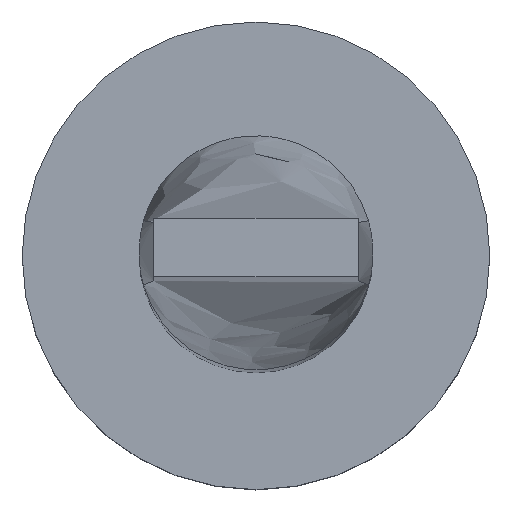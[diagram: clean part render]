
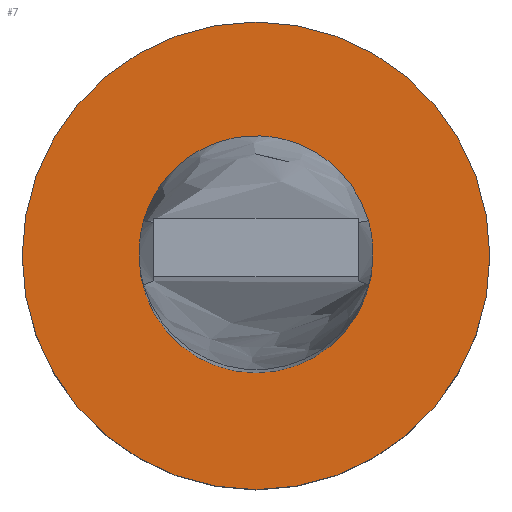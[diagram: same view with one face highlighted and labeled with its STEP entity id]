
A CAD part, top view. The second image highlights one B-rep face of the part: STEP entity #7.
In plain terms, the highlighted planar face has unit normal (0, 0, 1).
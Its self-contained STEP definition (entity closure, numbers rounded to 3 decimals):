
#4 = EDGE_LOOP ( 'NONE', ( #283, #500 ) ) ;
#7 = ADVANCED_FACE ( 'NONE', ( #109, #167 ), #198, .T. ) ;
#10 = AXIS2_PLACEMENT_3D ( 'NONE', #531, #211, #124 ) ;
#36 = CIRCLE ( 'NONE', #10, 2. ) ;
#47 = CARTESIAN_POINT ( 'NONE',  ( 0., 0., 3. ) ) ;
#55 = ORIENTED_EDGE ( 'NONE', *, *, #143, .T. ) ;
#71 = CARTESIAN_POINT ( 'NONE',  ( 4., 0., 3. ) ) ;
#109 = FACE_BOUND ( 'NONE', #4, .T. ) ;
#112 = DIRECTION ( 'NONE',  ( 0., 0., 1. ) ) ;
#124 = DIRECTION ( 'NONE',  ( 1., 0., 0. ) ) ;
#129 = EDGE_LOOP ( 'NONE', ( #55, #326 ) ) ;
#131 = AXIS2_PLACEMENT_3D ( 'NONE', #514, #112, #294 ) ;
#140 = DIRECTION ( 'NONE',  ( 0., 0., 1. ) ) ;
#143 = EDGE_CURVE ( 'NONE', #331, #320, #270, .T. ) ;
#154 = CIRCLE ( 'NONE', #131, 2. ) ;
#167 = FACE_OUTER_BOUND ( 'NONE', #129, .T. ) ;
#190 = VERTEX_POINT ( 'NONE', #256 ) ;
#198 = PLANE ( 'NONE',  #527 ) ;
#211 = DIRECTION ( 'NONE',  ( 0., 0., 1. ) ) ;
#227 = CARTESIAN_POINT ( 'NONE',  ( 0., 0., 3. ) ) ;
#252 = DIRECTION ( 'NONE',  ( 0., 0., 1. ) ) ;
#254 = EDGE_CURVE ( 'NONE', #190, #402, #36, .T. ) ;
#256 = CARTESIAN_POINT ( 'NONE',  ( -2., 0., 3. ) ) ;
#270 = CIRCLE ( 'NONE', #548, 4. ) ;
#280 = EDGE_CURVE ( 'NONE', #402, #190, #154, .T. ) ;
#283 = ORIENTED_EDGE ( 'NONE', *, *, #254, .F. ) ;
#294 = DIRECTION ( 'NONE',  ( 1., 0., 0. ) ) ;
#301 = CIRCLE ( 'NONE', #351, 4. ) ;
#320 = VERTEX_POINT ( 'NONE', #71 ) ;
#326 = ORIENTED_EDGE ( 'NONE', *, *, #559, .T. ) ;
#331 = VERTEX_POINT ( 'NONE', #346 ) ;
#346 = CARTESIAN_POINT ( 'NONE',  ( -4., 0., 3. ) ) ;
#351 = AXIS2_PLACEMENT_3D ( 'NONE', #227, #364, #491 ) ;
#364 = DIRECTION ( 'NONE',  ( 0., 0., 1. ) ) ;
#390 = CARTESIAN_POINT ( 'NONE',  ( 2., 0., 3. ) ) ;
#402 = VERTEX_POINT ( 'NONE', #390 ) ;
#422 = DIRECTION ( 'NONE',  ( 1., 0., 0. ) ) ;
#470 = CARTESIAN_POINT ( 'NONE',  ( 0., 0., 3. ) ) ;
#491 = DIRECTION ( 'NONE',  ( 1., 0., 0. ) ) ;
#500 = ORIENTED_EDGE ( 'NONE', *, *, #280, .F. ) ;
#514 = CARTESIAN_POINT ( 'NONE',  ( 0., 0., 3. ) ) ;
#527 = AXIS2_PLACEMENT_3D ( 'NONE', #470, #252, #422 ) ;
#531 = CARTESIAN_POINT ( 'NONE',  ( 0., 0., 3. ) ) ;
#538 = DIRECTION ( 'NONE',  ( 1., 0., 0. ) ) ;
#548 = AXIS2_PLACEMENT_3D ( 'NONE', #47, #140, #538 ) ;
#559 = EDGE_CURVE ( 'NONE', #320, #331, #301, .T. ) ;
